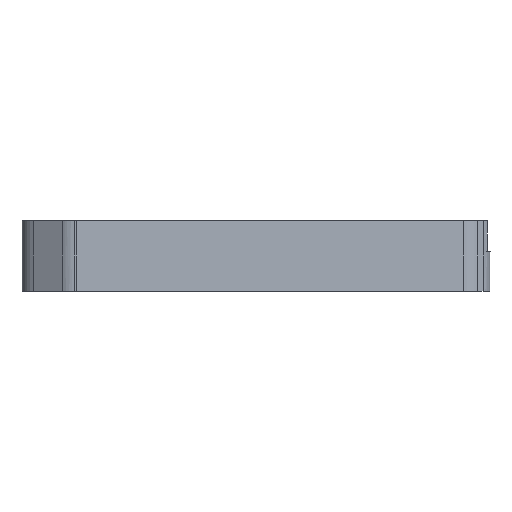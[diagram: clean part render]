
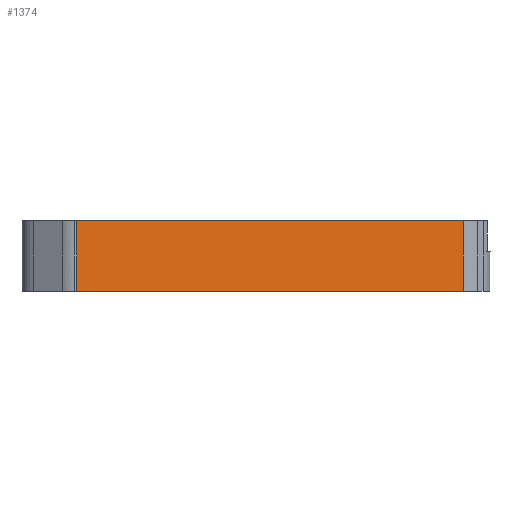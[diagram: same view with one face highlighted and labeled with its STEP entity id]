
A CAD part, left-side view. The second image highlights one B-rep face of the part: STEP entity #1374.
In plain terms, the highlighted free-form (B-spline) face has degree [1, 1] with [2, 2] control points.
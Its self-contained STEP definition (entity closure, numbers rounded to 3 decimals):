
#22 = VERTEX_POINT('',#23);
#23 = CARTESIAN_POINT('',(2.799,-17.714,19.488
    ));
#39 = VERTEX_POINT('',#40);
#40 = CARTESIAN_POINT('',(2.799,-17.714,0.));
#46 = EDGE_CURVE('',#39,#22,#47,.T.);
#47 = B_SPLINE_CURVE_WITH_KNOTS('',1,(#48,#49),.UNSPECIFIED.,.F.,.F.,(2,
    2),(-15.,0.),.PIECEWISE_BEZIER_KNOTS.);
#48 = CARTESIAN_POINT('',(2.799,-17.714,0.));
#49 = CARTESIAN_POINT('',(2.799,-17.714,19.488
    ));
#696 = VERTEX_POINT('',#697);
#697 = CARTESIAN_POINT('',(12.901,-124.678,
    0.));
#703 = EDGE_CURVE('',#39,#696,#704,.T.);
#704 = B_SPLINE_CURVE_WITH_KNOTS('',1,(#705,#706),.UNSPECIFIED.,.F.,.F.,
  (2,2),(0.,82.697),.PIECEWISE_BEZIER_KNOTS.);
#705 = CARTESIAN_POINT('',(2.799,-17.714,0.));
#706 = CARTESIAN_POINT('',(12.901,-124.678,0.));
#1356 = VERTEX_POINT('',#1357);
#1357 = CARTESIAN_POINT('',(12.901,-124.678,
    19.488));
#1363 = EDGE_CURVE('',#1356,#696,#1364,.T.);
#1364 = B_SPLINE_CURVE_WITH_KNOTS('',1,(#1365,#1366),.UNSPECIFIED.,.F.,
  .F.,(2,2),(0.,15.),.PIECEWISE_BEZIER_KNOTS.);
#1365 = CARTESIAN_POINT('',(12.901,-124.678,
    19.488));
#1366 = CARTESIAN_POINT('',(12.901,-124.678,0.));
#1374 = ADVANCED_FACE('',(#1375),#1385,.F.);
#1375 = FACE_BOUND('',#1376,.T.);
#1376 = EDGE_LOOP('',(#1377,#1378,#1383,#1384));
#1377 = ORIENTED_EDGE('',*,*,#1363,.F.);
#1378 = ORIENTED_EDGE('',*,*,#1379,.F.);
#1379 = EDGE_CURVE('',#22,#1356,#1380,.T.);
#1380 = B_SPLINE_CURVE_WITH_KNOTS('',1,(#1381,#1382),.UNSPECIFIED.,.F.,
  .F.,(2,2),(-88.759,-6.062),.PIECEWISE_BEZIER_KNOTS.);
#1381 = CARTESIAN_POINT('',(2.799,-17.714,
    19.488));
#1382 = CARTESIAN_POINT('',(12.901,-124.678,
    19.488));
#1383 = ORIENTED_EDGE('',*,*,#46,.F.);
#1384 = ORIENTED_EDGE('',*,*,#703,.T.);
#1385 = B_SPLINE_SURFACE_WITH_KNOTS('',1,1,(
    (#1386,#1387)
    ,(#1388,#1389
    )),.UNSPECIFIED.,.F.,.F.,.F.,(2,2),(2,2),(6.062,
    88.759),(-15.,0.),.PIECEWISE_BEZIER_KNOTS.);
#1386 = CARTESIAN_POINT('',(12.901,-124.678,0.));
#1387 = CARTESIAN_POINT('',(12.901,-124.678,
    19.488));
#1388 = CARTESIAN_POINT('',(2.799,-17.714,0.));
#1389 = CARTESIAN_POINT('',(2.799,-17.714,
    19.488));
